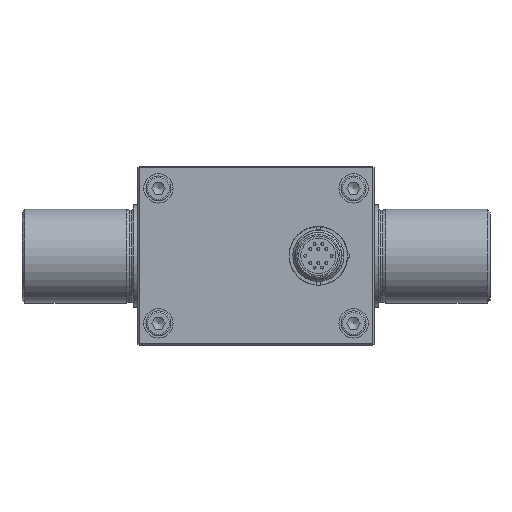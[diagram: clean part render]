
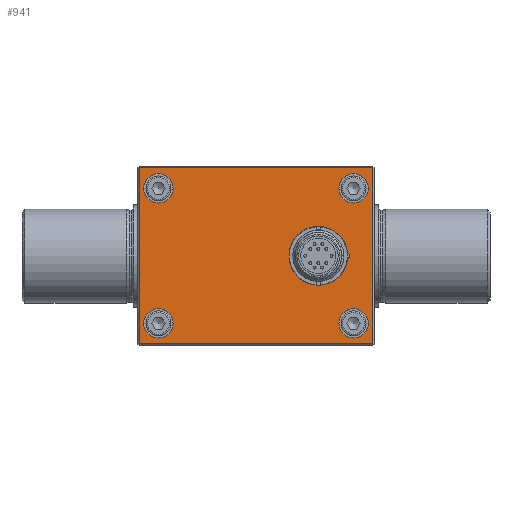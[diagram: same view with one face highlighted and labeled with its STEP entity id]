
A CAD part, top view. The second image highlights one B-rep face of the part: STEP entity #941.
In plain terms, the highlighted planar face has unit normal (0, 0, 1).
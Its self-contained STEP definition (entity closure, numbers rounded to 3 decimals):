
#941 = ADVANCED_FACE( '', ( #1910, #1911, #1912, #1913, #1914, #1915 ), #1916, .T. );
#1910 = FACE_OUTER_BOUND( '', #3224, .T. );
#1911 = FACE_BOUND( '', #3225, .T. );
#1912 = FACE_BOUND( '', #3226, .T. );
#1913 = FACE_BOUND( '', #3227, .T. );
#1914 = FACE_BOUND( '', #3228, .T. );
#1915 = FACE_BOUND( '', #3229, .T. );
#1916 = PLANE( '', #3230 );
#3224 = EDGE_LOOP( '', ( #4723, #4724, #4725, #4726 ) );
#3225 = EDGE_LOOP( '', ( #4727 ) );
#3226 = EDGE_LOOP( '', ( #4728 ) );
#3227 = EDGE_LOOP( '', ( #4729 ) );
#3228 = EDGE_LOOP( '', ( #4730 ) );
#3229 = EDGE_LOOP( '', ( #4731, #4732 ) );
#3230 = AXIS2_PLACEMENT_3D( '', #4733, #4734, #4735 );
#4723 = ORIENTED_EDGE( '', *, *, #6726, .T. );
#4724 = ORIENTED_EDGE( '', *, *, #6572, .T. );
#4725 = ORIENTED_EDGE( '', *, *, #6727, .T. );
#4726 = ORIENTED_EDGE( '', *, *, #6728, .T. );
#4727 = ORIENTED_EDGE( '', *, *, #6729, .T. );
#4728 = ORIENTED_EDGE( '', *, *, #6730, .T. );
#4729 = ORIENTED_EDGE( '', *, *, #6505, .T. );
#4730 = ORIENTED_EDGE( '', *, *, #6731, .T. );
#4731 = ORIENTED_EDGE( '', *, *, #6732, .T. );
#4732 = ORIENTED_EDGE( '', *, *, #6733, .T. );
#4733 = CARTESIAN_POINT( '', ( -40.25, 30.5, 25. ) );
#4734 = DIRECTION( '', ( 0., 0., 1. ) );
#4735 = DIRECTION( '', ( 1., 0., 0. ) );
#6505 = EDGE_CURVE( '', #7355, #7355, #7356, .T. );
#6572 = EDGE_CURVE( '', #7453, #7458, #7460, .T. );
#6726 = EDGE_CURVE( '', #7721, #7453, #7722, .T. );
#6727 = EDGE_CURVE( '', #7458, #7723, #7724, .T. );
#6728 = EDGE_CURVE( '', #7723, #7721, #7725, .T. );
#6729 = EDGE_CURVE( '', #7726, #7726, #7727, .T. );
#6730 = EDGE_CURVE( '', #7728, #7728, #7729, .T. );
#6731 = EDGE_CURVE( '', #7730, #7730, #7731, .T. );
#6732 = EDGE_CURVE( '', #7732, #7733, #7734, .T. );
#6733 = EDGE_CURVE( '', #7733, #7732, #7735, .T. );
#7355 = VERTEX_POINT( '', #8514 );
#7356 = CIRCLE( '', #8515, 5. );
#7453 = VERTEX_POINT( '', #8621 );
#7458 = VERTEX_POINT( '', #8628 );
#7460 = LINE( '', #8631, #8632 );
#7721 = VERTEX_POINT( '', #8939 );
#7722 = LINE( '', #8940, #8941 );
#7723 = VERTEX_POINT( '', #8942 );
#7724 = LINE( '', #8943, #8944 );
#7725 = LINE( '', #8945, #8946 );
#7726 = VERTEX_POINT( '', #8947 );
#7727 = CIRCLE( '', #8948, 5. );
#7728 = VERTEX_POINT( '', #8949 );
#7729 = CIRCLE( '', #8950, 5. );
#7730 = VERTEX_POINT( '', #8951 );
#7731 = CIRCLE( '', #8952, 5. );
#7732 = VERTEX_POINT( '', #8953 );
#7733 = VERTEX_POINT( '', #8954 );
#7734 = CIRCLE( '', #8955, 9.25 );
#7735 = CIRCLE( '', #8956, 1.5 );
#8514 = CARTESIAN_POINT( '', ( 33.25, -28., 25. ) );
#8515 = AXIS2_PLACEMENT_3D( '', #9888, #9889, #9890 );
#8621 = CARTESIAN_POINT( '', ( 39.75, 30., 25. ) );
#8628 = CARTESIAN_POINT( '', ( -39.75, 30., 25. ) );
#8631 = CARTESIAN_POINT( '', ( -40.25, 30., 25. ) );
#8632 = VECTOR( '', #9990, 1000. );
#8939 = CARTESIAN_POINT( '', ( 39.75, -30., 25. ) );
#8940 = CARTESIAN_POINT( '', ( 39.75, 30.5, 25. ) );
#8941 = VECTOR( '', #10241, 1000. );
#8942 = CARTESIAN_POINT( '', ( -39.75, -30., 25. ) );
#8943 = CARTESIAN_POINT( '', ( -39.75, -30.5, 25. ) );
#8944 = VECTOR( '', #10242, 1000. );
#8945 = CARTESIAN_POINT( '', ( 40.25, -30., 25. ) );
#8946 = VECTOR( '', #10243, 1000. );
#8947 = CARTESIAN_POINT( '', ( -33.25, 18., 25. ) );
#8948 = AXIS2_PLACEMENT_3D( '', #10244, #10245, #10246 );
#8949 = CARTESIAN_POINT( '', ( 33.25, 18., 25. ) );
#8950 = AXIS2_PLACEMENT_3D( '', #10247, #10248, #10249 );
#8951 = CARTESIAN_POINT( '', ( -33.25, -28., 25. ) );
#8952 = AXIS2_PLACEMENT_3D( '', #10250, #10251, #10252 );
#8953 = CARTESIAN_POINT( '', ( 30.378, -1.498, 25. ) );
#8954 = CARTESIAN_POINT( '', ( 30.378, 1.498, 25. ) );
#8955 = AXIS2_PLACEMENT_3D( '', #10253, #10254, #10255 );
#8956 = AXIS2_PLACEMENT_3D( '', #10256, #10257, #10258 );
#9888 = CARTESIAN_POINT( '', ( 33.25, -23., 25. ) );
#9889 = DIRECTION( '', ( 0., 0., -1. ) );
#9890 = DIRECTION( '', ( 0., -1., 0. ) );
#9990 = DIRECTION( '', ( -1., 0., 0. ) );
#10241 = DIRECTION( '', ( 0., 1., 0. ) );
#10242 = DIRECTION( '', ( 0., -1., 0. ) );
#10243 = DIRECTION( '', ( 1., 0., 0. ) );
#10244 = CARTESIAN_POINT( '', ( -33.25, 23., 25. ) );
#10245 = DIRECTION( '', ( 0., 0., -1. ) );
#10246 = DIRECTION( '', ( 0., -1., 0. ) );
#10247 = CARTESIAN_POINT( '', ( 33.25, 23., 25. ) );
#10248 = DIRECTION( '', ( 0., 0., -1. ) );
#10249 = DIRECTION( '', ( 0., -1., 0. ) );
#10250 = CARTESIAN_POINT( '', ( -33.25, -23., 25. ) );
#10251 = DIRECTION( '', ( 0., 0., -1. ) );
#10252 = DIRECTION( '', ( 0., -1., 0. ) );
#10253 = CARTESIAN_POINT( '', ( 21.25, 0., 25. ) );
#10254 = DIRECTION( '', ( 0., 0., -1. ) );
#10255 = DIRECTION( '', ( 1., 0., 0. ) );
#10256 = CARTESIAN_POINT( '', ( 30.3, 0., 25. ) );
#10257 = DIRECTION( '', ( 0., 0., -1. ) );
#10258 = DIRECTION( '', ( 1., 0., 0. ) );
